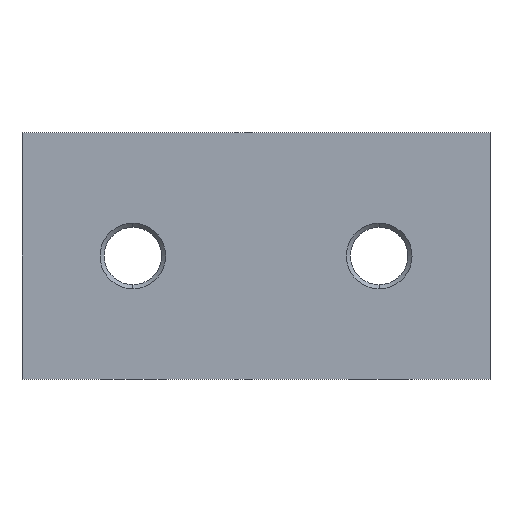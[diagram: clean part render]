
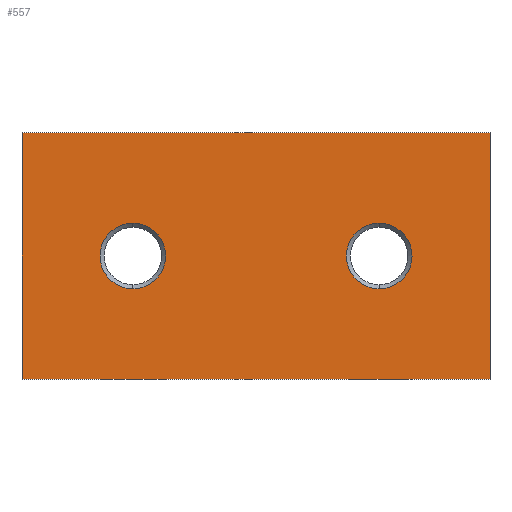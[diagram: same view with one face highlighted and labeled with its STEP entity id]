
A CAD part, front view. The second image highlights one B-rep face of the part: STEP entity #557.
In plain terms, the highlighted planar face has unit normal (0, -1, 0).
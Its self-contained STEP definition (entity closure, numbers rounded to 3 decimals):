
#43 = CARTESIAN_POINT ( 'NONE',  ( 15., 0., 11. ) ) ;
#53 = CARTESIAN_POINT ( 'NONE',  ( 28.5, 0., 30. ) ) ;
#54 = DIRECTION ( 'NONE',  ( 0., 1., 0. ) ) ;
#68 = DIRECTION ( 'NONE',  ( 0., 0., 1. ) ) ;
#93 = LINE ( 'NONE', #796, #973 ) ;
#119 = DIRECTION ( 'NONE',  ( -1., 0., 0. ) ) ;
#124 = LINE ( 'NONE', #710, #543 ) ;
#194 = CARTESIAN_POINT ( 'NONE',  ( 28.5, 0., 30. ) ) ;
#235 = VERTEX_POINT ( 'NONE', #685 ) ;
#236 = AXIS2_PLACEMENT_3D ( 'NONE', #538, #54, #630 ) ;
#242 = AXIS2_PLACEMENT_3D ( 'NONE', #877, #378, #964 ) ;
#249 = VERTEX_POINT ( 'NONE', #43 ) ;
#253 = AXIS2_PLACEMENT_3D ( 'NONE', #667, #394, #1063 ) ;
#259 = AXIS2_PLACEMENT_3D ( 'NONE', #517, #512, #68 ) ;
#285 = VERTEX_POINT ( 'NONE', #1043 ) ;
#354 = ORIENTED_EDGE ( 'NONE', *, *, #937, .T. ) ;
#366 = CIRCLE ( 'NONE', #259, 4. ) ;
#378 = DIRECTION ( 'NONE',  ( 0., 1., 0. ) ) ;
#379 = CIRCLE ( 'NONE', #242, 4. ) ;
#392 = FACE_OUTER_BOUND ( 'NONE', #444, .T. ) ;
#394 = DIRECTION ( 'NONE',  ( 0., 1., 0. ) ) ;
#416 = VERTEX_POINT ( 'NONE', #781 ) ;
#425 = ORIENTED_EDGE ( 'NONE', *, *, #927, .T. ) ;
#427 = AXIS2_PLACEMENT_3D ( 'NONE', #775, #845, #783 ) ;
#431 = VERTEX_POINT ( 'NONE', #854 ) ;
#444 = EDGE_LOOP ( 'NONE', ( #354, #515, #906, #1064 ) ) ;
#447 = VERTEX_POINT ( 'NONE', #194 ) ;
#455 = CARTESIAN_POINT ( 'NONE',  ( -28.5, 0., 30. ) ) ;
#460 = VERTEX_POINT ( 'NONE', #864 ) ;
#512 = DIRECTION ( 'NONE',  ( 0., 1., 0. ) ) ;
#515 = ORIENTED_EDGE ( 'NONE', *, *, #947, .F. ) ;
#517 = CARTESIAN_POINT ( 'NONE',  ( -15., 0., 15. ) ) ;
#524 = CARTESIAN_POINT ( 'NONE',  ( 28.5, 0., 0. ) ) ;
#527 = ORIENTED_EDGE ( 'NONE', *, *, #923, .T. ) ;
#538 = CARTESIAN_POINT ( 'NONE',  ( -15., 0., 15. ) ) ;
#540 = ORIENTED_EDGE ( 'NONE', *, *, #828, .T. ) ;
#543 = VECTOR ( 'NONE', #713, 1000. ) ;
#557 = ADVANCED_FACE ( 'NONE', ( #643, #1046, #392 ), #866, .F. ) ;
#559 = CIRCLE ( 'NONE', #253, 4. ) ;
#575 = LINE ( 'NONE', #455, #1000 ) ;
#626 = VERTEX_POINT ( 'NONE', #524 ) ;
#630 = DIRECTION ( 'NONE',  ( 0., 0., 1. ) ) ;
#643 = FACE_BOUND ( 'NONE', #922, .T. ) ;
#667 = CARTESIAN_POINT ( 'NONE',  ( 15., 0., 15. ) ) ;
#685 = CARTESIAN_POINT ( 'NONE',  ( -15., 0., 19. ) ) ;
#710 = CARTESIAN_POINT ( 'NONE',  ( 28.5, 0., 0. ) ) ;
#713 = DIRECTION ( 'NONE',  ( -1., 0., 0. ) ) ;
#761 = EDGE_LOOP ( 'NONE', ( #540, #425 ) ) ;
#775 = CARTESIAN_POINT ( 'NONE',  ( 28.5, 0., 30. ) ) ;
#781 = CARTESIAN_POINT ( 'NONE',  ( -28.5, 0., 0. ) ) ;
#783 = DIRECTION ( 'NONE',  ( 0., 0., 1. ) ) ;
#794 = VECTOR ( 'NONE', #119, 1000. ) ;
#796 = CARTESIAN_POINT ( 'NONE',  ( 28.5, 0., 30. ) ) ;
#823 = LINE ( 'NONE', #53, #794 ) ;
#827 = ORIENTED_EDGE ( 'NONE', *, *, #841, .T. ) ;
#828 = EDGE_CURVE ( 'NONE', #460, #235, #366, .T. ) ;
#841 = EDGE_CURVE ( 'NONE', #249, #285, #559, .T. ) ;
#845 = DIRECTION ( 'NONE',  ( 0., 1., 0. ) ) ;
#854 = CARTESIAN_POINT ( 'NONE',  ( -28.5, 0., 30. ) ) ;
#864 = CARTESIAN_POINT ( 'NONE',  ( -15., 0., 11. ) ) ;
#866 = PLANE ( 'NONE',  #427 ) ;
#877 = CARTESIAN_POINT ( 'NONE',  ( 15., 0., 15. ) ) ;
#906 = ORIENTED_EDGE ( 'NONE', *, *, #956, .F. ) ;
#917 = EDGE_CURVE ( 'NONE', #447, #431, #823, .T. ) ;
#922 = EDGE_LOOP ( 'NONE', ( #827, #527 ) ) ;
#923 = EDGE_CURVE ( 'NONE', #285, #249, #379, .T. ) ;
#927 = EDGE_CURVE ( 'NONE', #235, #460, #1024, .T. ) ;
#937 = EDGE_CURVE ( 'NONE', #431, #416, #575, .T. ) ;
#947 = EDGE_CURVE ( 'NONE', #626, #416, #124, .T. ) ;
#956 = EDGE_CURVE ( 'NONE', #447, #626, #93, .T. ) ;
#964 = DIRECTION ( 'NONE',  ( 0., 0., 1. ) ) ;
#972 = DIRECTION ( 'NONE',  ( 0., 0., -1. ) ) ;
#973 = VECTOR ( 'NONE', #972, 1000. ) ;
#1000 = VECTOR ( 'NONE', #1058, 1000. ) ;
#1024 = CIRCLE ( 'NONE', #236, 4. ) ;
#1043 = CARTESIAN_POINT ( 'NONE',  ( 15., 0., 19. ) ) ;
#1046 = FACE_BOUND ( 'NONE', #761, .T. ) ;
#1058 = DIRECTION ( 'NONE',  ( 0., 0., -1. ) ) ;
#1063 = DIRECTION ( 'NONE',  ( 0., 0., 1. ) ) ;
#1064 = ORIENTED_EDGE ( 'NONE', *, *, #917, .T. ) ;
